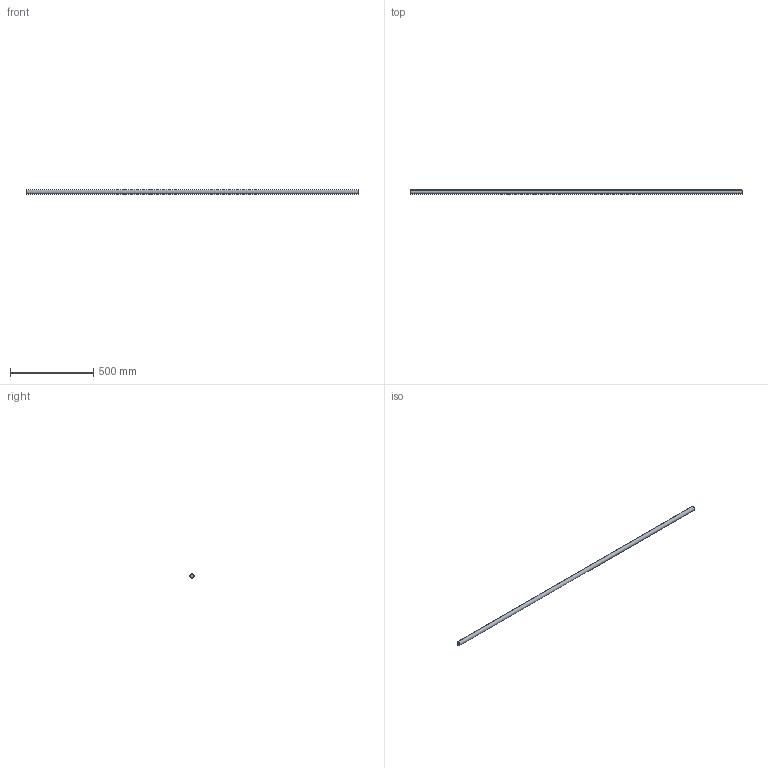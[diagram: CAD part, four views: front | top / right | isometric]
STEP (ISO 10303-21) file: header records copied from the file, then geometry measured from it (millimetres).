
FILE_DESCRIPTION(/* description */ ('STEP AP203'),/* implementation_level */ '2;1');
FILE_NAME(/* name */ '24263400',/* time_stamp */ '2024-05-23T11:33:21+02:00',/* author */ ('License CC BY-ND 4.0'),/* organization */ ('CADENAS'),/* preprocessor_version */ 'ST-DEVELOPER v19.3',/* originating_system */ 'PARTsolutions',/* authorisation */ ' ');
FILE_SCHEMA (('CONFIG_CONTROL_DESIGN'));
Length unit declared in the file: millimetre
Products named in the file (1): 24263400
Bounding box: 2000 x 24.95 x 24.96 mm (x, y, z)
Volume: 911835.2 mm3; surface area: 184266.7 mm2
Topology: 1 solids, 1 shells, 767 faces, 2293 edges, 1528 vertices
Faces by surface type: plane 766, cylinder 1
Full cylindrical faces by diameter (mm): 25 x1
Entity records: 19946 total; most frequent: DIRECTION 3578, CARTESIAN_POINT 3318, ORIENTED_EDGE 3060, EDGE_CURVE 1530, AXIS2_PLACEMENT_3D 1280, EDGE_LOOP 1022, FACE_BOUND 1022, VERTEX_POINT 1020
